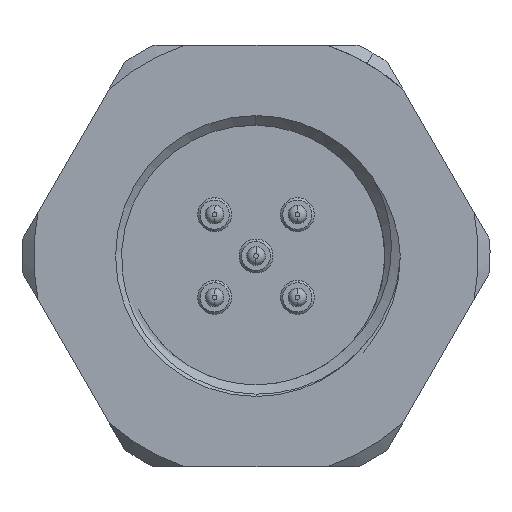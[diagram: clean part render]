
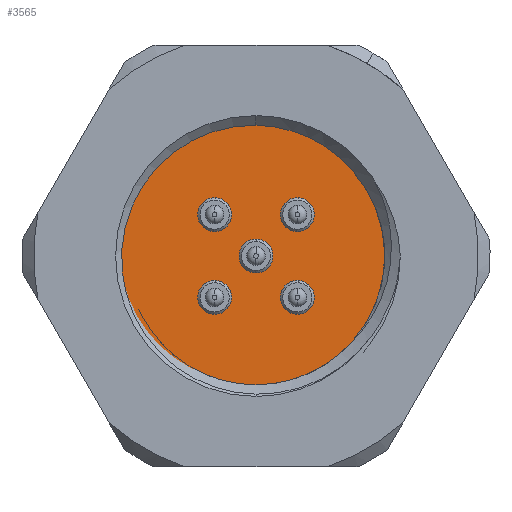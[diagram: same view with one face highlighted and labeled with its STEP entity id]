
A CAD part, left-side view. The second image highlights one B-rep face of the part: STEP entity #3565.
In plain terms, the highlighted planar face has unit normal (-1, 0, 0).
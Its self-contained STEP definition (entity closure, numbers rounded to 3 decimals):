
#156 = DIRECTION ( 'NONE',  ( 0., -1., 0. ) ) ;
#259 = CIRCLE ( 'NONE', #13317, 0.7 ) ;
#273 = CIRCLE ( 'NONE', #13705, 0.7 ) ;
#402 = CARTESIAN_POINT ( 'NONE',  ( -13., 6., 0. ) ) ;
#476 = DIRECTION ( 'NONE',  ( -1., 0., 0. ) ) ;
#510 = CARTESIAN_POINT ( 'NONE',  ( -13., 1.768, -1.768 ) ) ;
#642 = DIRECTION ( 'NONE',  ( 0., -1., 0. ) ) ;
#860 = CIRCLE ( 'NONE', #7557, 0.7 ) ;
#1030 = ORIENTED_EDGE ( 'NONE', *, *, #12578, .F. ) ;
#1069 = CARTESIAN_POINT ( 'NONE',  ( -13., 0., 0. ) ) ;
#1480 = CARTESIAN_POINT ( 'NONE',  ( -13., 0., 0. ) ) ;
#1983 = DIRECTION ( 'NONE',  ( -1., 0., 0. ) ) ;
#2089 = VERTEX_POINT ( 'NONE', #13568 ) ;
#2092 = EDGE_CURVE ( 'NONE', #7819, #19640, #14252, .T. ) ;
#2316 = DIRECTION ( 'NONE',  ( -1., 0., 0. ) ) ;
#2350 = AXIS2_PLACEMENT_3D ( 'NONE', #17668, #17900, #16039 ) ;
#2362 = DIRECTION ( 'NONE',  ( -1., 0., 0. ) ) ;
#2410 = VERTEX_POINT ( 'NONE', #6559 ) ;
#2507 = FACE_BOUND ( 'NONE', #17850, .T. ) ;
#2623 = FACE_BOUND ( 'NONE', #5324, .T. ) ;
#2813 = VERTEX_POINT ( 'NONE', #16452 ) ;
#3145 = ORIENTED_EDGE ( 'NONE', *, *, #12392, .F. ) ;
#3565 = ADVANCED_FACE ( 'NONE', ( #2623, #9761, #13256, #2507, #18415, #9650 ), #5909, .T. ) ;
#3873 = CARTESIAN_POINT ( 'NONE',  ( -13., -1.768, 1.768 ) ) ;
#4042 = CARTESIAN_POINT ( 'NONE',  ( -13., 0., 0. ) ) ;
#4537 = EDGE_CURVE ( 'NONE', #4898, #15951, #860, .T. ) ;
#4563 = ORIENTED_EDGE ( 'NONE', *, *, #10058, .F. ) ;
#4739 = CARTESIAN_POINT ( 'NONE',  ( -13., 2.468, -1.768 ) ) ;
#4898 = VERTEX_POINT ( 'NONE', #22870 ) ;
#5003 = ORIENTED_EDGE ( 'NONE', *, *, #2092, .F. ) ;
#5122 = DIRECTION ( 'NONE',  ( -1., 0., 0. ) ) ;
#5324 = EDGE_LOOP ( 'NONE', ( #18252, #17591 ) ) ;
#5575 = DIRECTION ( 'NONE',  ( -1., 0., 0. ) ) ;
#5779 = DIRECTION ( 'NONE',  ( 1., 0., 0. ) ) ;
#5801 = ORIENTED_EDGE ( 'NONE', *, *, #16626, .F. ) ;
#5828 = EDGE_CURVE ( 'NONE', #14973, #2410, #12429, .T. ) ;
#5855 = DIRECTION ( 'NONE',  ( 0., -1., 0. ) ) ;
#5909 = PLANE ( 'NONE',  #6431 ) ;
#5974 = DIRECTION ( 'NONE',  ( -1., 0., 0. ) ) ;
#6304 = EDGE_CURVE ( 'NONE', #2089, #9943, #13544, .T. ) ;
#6431 = AXIS2_PLACEMENT_3D ( 'NONE', #4042, #7891, #642 ) ;
#6501 = AXIS2_PLACEMENT_3D ( 'NONE', #21515, #1983, #11109 ) ;
#6559 = CARTESIAN_POINT ( 'NONE',  ( -13., 1.068, 1.768 ) ) ;
#7557 = AXIS2_PLACEMENT_3D ( 'NONE', #510, #18398, #17852 ) ;
#7582 = CARTESIAN_POINT ( 'NONE',  ( -13., -1.768, 1.768 ) ) ;
#7631 = CARTESIAN_POINT ( 'NONE',  ( -13., -1.068, 1.768 ) ) ;
#7819 = VERTEX_POINT ( 'NONE', #10035 ) ;
#7891 = DIRECTION ( 'NONE',  ( -1., 0., 0. ) ) ;
#8670 = AXIS2_PLACEMENT_3D ( 'NONE', #1069, #5779, #12897 ) ;
#9160 = AXIS2_PLACEMENT_3D ( 'NONE', #18200, #5575, #17857 ) ;
#9650 = FACE_OUTER_BOUND ( 'NONE', #14342, .T. ) ;
#9761 = FACE_BOUND ( 'NONE', #21373, .T. ) ;
#9943 = VERTEX_POINT ( 'NONE', #15803 ) ;
#10035 = CARTESIAN_POINT ( 'NONE',  ( -13., -6., 0. ) ) ;
#10058 = EDGE_CURVE ( 'NONE', #21364, #12404, #11359, .T. ) ;
#10059 = DIRECTION ( 'NONE',  ( 0., -1., 0. ) ) ;
#10252 = DIRECTION ( 'NONE',  ( 1., 0., 0. ) ) ;
#10397 = ORIENTED_EDGE ( 'NONE', *, *, #14855, .F. ) ;
#10524 = ORIENTED_EDGE ( 'NONE', *, *, #5828, .F. ) ;
#10646 = AXIS2_PLACEMENT_3D ( 'NONE', #12974, #476, #5855 ) ;
#10715 = EDGE_CURVE ( 'NONE', #19640, #7819, #15470, .T. ) ;
#11109 = DIRECTION ( 'NONE',  ( 0., -1., 0. ) ) ;
#11346 = CARTESIAN_POINT ( 'NONE',  ( -13., -0.7, 0. ) ) ;
#11359 = CIRCLE ( 'NONE', #10646, 0.7 ) ;
#11487 = CIRCLE ( 'NONE', #15233, 0.7 ) ;
#11546 = ORIENTED_EDGE ( 'NONE', *, *, #22941, .F. ) ;
#12392 = EDGE_CURVE ( 'NONE', #14625, #2813, #13683, .T. ) ;
#12404 = VERTEX_POINT ( 'NONE', #11346 ) ;
#12429 = CIRCLE ( 'NONE', #16932, 0.7 ) ;
#12578 = EDGE_CURVE ( 'NONE', #2410, #14973, #259, .T. ) ;
#12611 = DIRECTION ( 'NONE',  ( 0., -1., 0. ) ) ;
#12897 = DIRECTION ( 'NONE',  ( 0., 1., 0. ) ) ;
#12974 = CARTESIAN_POINT ( 'NONE',  ( -13., 0., 0. ) ) ;
#13256 = FACE_BOUND ( 'NONE', #19710, .T. ) ;
#13317 = AXIS2_PLACEMENT_3D ( 'NONE', #17418, #18951, #10059 ) ;
#13544 = CIRCLE ( 'NONE', #2350, 0.7 ) ;
#13568 = CARTESIAN_POINT ( 'NONE',  ( -13., -2.468, -1.768 ) ) ;
#13580 = ORIENTED_EDGE ( 'NONE', *, *, #6304, .F. ) ;
#13683 = CIRCLE ( 'NONE', #18939, 0.7 ) ;
#13705 = AXIS2_PLACEMENT_3D ( 'NONE', #7582, #2316, #12611 ) ;
#14252 = CIRCLE ( 'NONE', #8670, 6. ) ;
#14342 = EDGE_LOOP ( 'NONE', ( #19189, #5003 ) ) ;
#14625 = VERTEX_POINT ( 'NONE', #7631 ) ;
#14855 = EDGE_CURVE ( 'NONE', #12404, #21364, #11487, .T. ) ;
#14973 = VERTEX_POINT ( 'NONE', #22114 ) ;
#15231 = EDGE_LOOP ( 'NONE', ( #5801, #3145 ) ) ;
#15233 = AXIS2_PLACEMENT_3D ( 'NONE', #16403, #2362, #156 ) ;
#15470 = CIRCLE ( 'NONE', #22935, 6. ) ;
#15749 = DIRECTION ( 'NONE',  ( 0., 1., 0. ) ) ;
#15803 = CARTESIAN_POINT ( 'NONE',  ( -13., -1.068, -1.768 ) ) ;
#15951 = VERTEX_POINT ( 'NONE', #4739 ) ;
#16039 = DIRECTION ( 'NONE',  ( 0., -1., 0. ) ) ;
#16145 = CARTESIAN_POINT ( 'NONE',  ( -13., 0.7, 0. ) ) ;
#16403 = CARTESIAN_POINT ( 'NONE',  ( -13., 0., 0. ) ) ;
#16452 = CARTESIAN_POINT ( 'NONE',  ( -13., -2.468, 1.768 ) ) ;
#16626 = EDGE_CURVE ( 'NONE', #2813, #14625, #273, .T. ) ;
#16932 = AXIS2_PLACEMENT_3D ( 'NONE', #19617, #5122, #17391 ) ;
#17391 = DIRECTION ( 'NONE',  ( 0., -1., 0. ) ) ;
#17418 = CARTESIAN_POINT ( 'NONE',  ( -13., 1.768, 1.768 ) ) ;
#17591 = ORIENTED_EDGE ( 'NONE', *, *, #21273, .F. ) ;
#17668 = CARTESIAN_POINT ( 'NONE',  ( -13., -1.768, -1.768 ) ) ;
#17850 = EDGE_LOOP ( 'NONE', ( #13580, #11546 ) ) ;
#17852 = DIRECTION ( 'NONE',  ( 0., -1., 0. ) ) ;
#17857 = DIRECTION ( 'NONE',  ( 0., -1., 0. ) ) ;
#17900 = DIRECTION ( 'NONE',  ( -1., 0., 0. ) ) ;
#18200 = CARTESIAN_POINT ( 'NONE',  ( -13., -1.768, -1.768 ) ) ;
#18252 = ORIENTED_EDGE ( 'NONE', *, *, #4537, .F. ) ;
#18398 = DIRECTION ( 'NONE',  ( -1., 0., 0. ) ) ;
#18415 = FACE_BOUND ( 'NONE', #15231, .T. ) ;
#18939 = AXIS2_PLACEMENT_3D ( 'NONE', #3873, #5974, #20125 ) ;
#18951 = DIRECTION ( 'NONE',  ( -1., 0., 0. ) ) ;
#19189 = ORIENTED_EDGE ( 'NONE', *, *, #10715, .F. ) ;
#19579 = CIRCLE ( 'NONE', #6501, 0.7 ) ;
#19617 = CARTESIAN_POINT ( 'NONE',  ( -13., 1.768, 1.768 ) ) ;
#19640 = VERTEX_POINT ( 'NONE', #402 ) ;
#19710 = EDGE_LOOP ( 'NONE', ( #10397, #4563 ) ) ;
#20125 = DIRECTION ( 'NONE',  ( 0., -1., 0. ) ) ;
#21273 = EDGE_CURVE ( 'NONE', #15951, #4898, #19579, .T. ) ;
#21364 = VERTEX_POINT ( 'NONE', #16145 ) ;
#21373 = EDGE_LOOP ( 'NONE', ( #1030, #10524 ) ) ;
#21515 = CARTESIAN_POINT ( 'NONE',  ( -13., 1.768, -1.768 ) ) ;
#22114 = CARTESIAN_POINT ( 'NONE',  ( -13., 2.468, 1.768 ) ) ;
#22584 = CIRCLE ( 'NONE', #9160, 0.7 ) ;
#22870 = CARTESIAN_POINT ( 'NONE',  ( -13., 1.068, -1.768 ) ) ;
#22935 = AXIS2_PLACEMENT_3D ( 'NONE', #1480, #10252, #15749 ) ;
#22941 = EDGE_CURVE ( 'NONE', #9943, #2089, #22584, .T. ) ;
